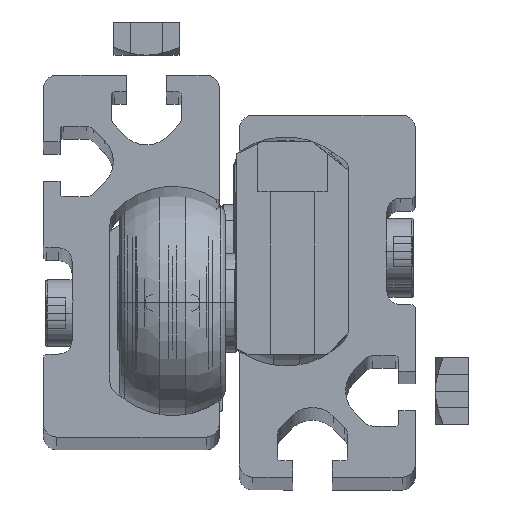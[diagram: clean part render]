
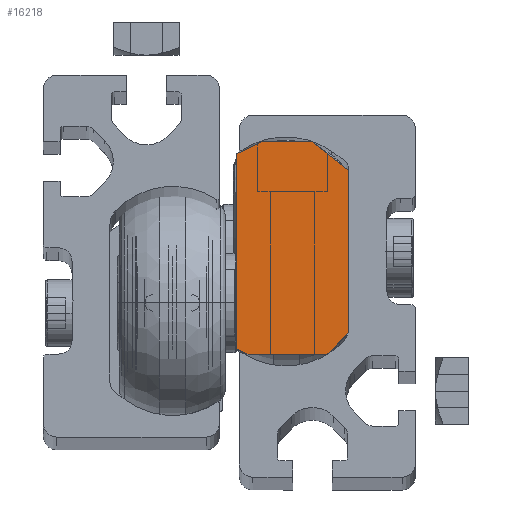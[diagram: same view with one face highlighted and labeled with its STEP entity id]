
A CAD part, top view. The second image highlights one B-rep face of the part: STEP entity #16218.
In plain terms, the highlighted face is planar.
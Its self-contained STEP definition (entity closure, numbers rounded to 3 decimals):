
#170 = DIRECTION ( 'NONE',  ( 0., -1., 0. ) ) ;
#265 = DIRECTION ( 'NONE',  ( 0., 0., 1. ) ) ;
#630 = ORIENTED_EDGE ( 'NONE', *, *, #2333, .F. ) ;
#1045 = EDGE_CURVE ( 'NONE', #17995, #6820, #13290, .T. ) ;
#1056 = DIRECTION ( 'NONE',  ( 0., 0.616, -0.788 ) ) ;
#1076 = VECTOR ( 'NONE', #1921, 1000. ) ;
#1120 = VERTEX_POINT ( 'NONE', #13184 ) ;
#1125 = CARTESIAN_POINT ( 'NONE',  ( -19., -15.5, 5.2 ) ) ;
#1224 = VERTEX_POINT ( 'NONE', #1125 ) ;
#1239 = DIRECTION ( 'NONE',  ( 0., -0.707, -0.707 ) ) ;
#1287 = ORIENTED_EDGE ( 'NONE', *, *, #16786, .F. ) ;
#1554 = CARTESIAN_POINT ( 'NONE',  ( -19., 1.5, 22.2 ) ) ;
#1921 = DIRECTION ( 'NONE',  ( 0., 0., -1. ) ) ;
#2034 = LINE ( 'NONE', #9604, #10963 ) ;
#2229 = LINE ( 'NONE', #17717, #1076 ) ;
#2333 = EDGE_CURVE ( 'NONE', #18491, #5819, #16361, .T. ) ;
#2695 = CARTESIAN_POINT ( 'NONE',  ( -19., 12.203, 8.5 ) ) ;
#2792 = CARTESIAN_POINT ( 'NONE',  ( -19., -12.2, 8.5 ) ) ;
#2809 = EDGE_CURVE ( 'NONE', #6820, #5819, #9213, .T. ) ;
#3471 = EDGE_CURVE ( 'NONE', #10890, #1120, #8037, .T. ) ;
#3577 = DIRECTION ( 'NONE',  ( 0., -0.423, -0.906 ) ) ;
#4193 = VECTOR ( 'NONE', #1239, 1000. ) ;
#4516 = EDGE_CURVE ( 'NONE', #1120, #14345, #7846, .T. ) ;
#4856 = DIRECTION ( 'NONE',  ( 0., 0., 1. ) ) ;
#4953 = FACE_OUTER_BOUND ( 'NONE', #5745, .T. ) ;
#5263 = VECTOR ( 'NONE', #12840, 1000. ) ;
#5745 = EDGE_LOOP ( 'NONE', ( #18226, #630, #9159, #6901, #8744, #1287, #17069, #16586 ) ) ;
#5819 = VERTEX_POINT ( 'NONE', #16193 ) ;
#6504 = CARTESIAN_POINT ( 'NONE',  ( -19., -14.661, -8.5 ) ) ;
#6820 = VERTEX_POINT ( 'NONE', #10744 ) ;
#6901 = ORIENTED_EDGE ( 'NONE', *, *, #3471, .T. ) ;
#7031 = VECTOR ( 'NONE', #19737, 1000. ) ;
#7469 = LINE ( 'NONE', #2792, #4193 ) ;
#7846 = LINE ( 'NONE', #6504, #5263 ) ;
#8035 = VECTOR ( 'NONE', #265, 1000. ) ;
#8037 = LINE ( 'NONE', #14095, #10923 ) ;
#8407 = VECTOR ( 'NONE', #1056, 1000. ) ;
#8744 = ORIENTED_EDGE ( 'NONE', *, *, #4516, .T. ) ;
#9159 = ORIENTED_EDGE ( 'NONE', *, *, #19530, .T. ) ;
#9213 = LINE ( 'NONE', #2695, #8407 ) ;
#9604 = CARTESIAN_POINT ( 'NONE',  ( -19., 16.5, -4.6 ) ) ;
#9925 = AXIS2_PLACEMENT_3D ( 'NONE', #1554, #17431, #4856 ) ;
#10744 = CARTESIAN_POINT ( 'NONE',  ( -19., 12.203, 8.5 ) ) ;
#10890 = VERTEX_POINT ( 'NONE', #17495 ) ;
#10923 = VECTOR ( 'NONE', #170, 1000. ) ;
#10963 = VECTOR ( 'NONE', #3577, 1000. ) ;
#11026 = CARTESIAN_POINT ( 'NONE',  ( -19., 16.5, -4.6 ) ) ;
#11617 = CARTESIAN_POINT ( 'NONE',  ( -19., -12.2, 8.5 ) ) ;
#12476 = CARTESIAN_POINT ( 'NONE',  ( -19., -15.5, -6.7 ) ) ;
#12840 = DIRECTION ( 'NONE',  ( 0., -0.423, 0.906 ) ) ;
#13184 = CARTESIAN_POINT ( 'NONE',  ( -19., -14.661, -8.5 ) ) ;
#13290 = LINE ( 'NONE', #11617, #7031 ) ;
#14095 = CARTESIAN_POINT ( 'NONE',  ( -19., 14.681, -8.5 ) ) ;
#14204 = PLANE ( 'NONE',  #9925 ) ;
#14345 = VERTEX_POINT ( 'NONE', #12476 ) ;
#14598 = EDGE_CURVE ( 'NONE', #17995, #1224, #7469, .T. ) ;
#16193 = CARTESIAN_POINT ( 'NONE',  ( -19., 16.5, 3. ) ) ;
#16218 = ADVANCED_FACE ( 'NONE', ( #4953 ), #14204, .T. ) ;
#16361 = LINE ( 'NONE', #18304, #8035 ) ;
#16586 = ORIENTED_EDGE ( 'NONE', *, *, #1045, .T. ) ;
#16786 = EDGE_CURVE ( 'NONE', #1224, #14345, #2229, .T. ) ;
#17069 = ORIENTED_EDGE ( 'NONE', *, *, #14598, .F. ) ;
#17431 = DIRECTION ( 'NONE',  ( -1., 0., 0. ) ) ;
#17495 = CARTESIAN_POINT ( 'NONE',  ( -19., 14.681, -8.5 ) ) ;
#17717 = CARTESIAN_POINT ( 'NONE',  ( -19., -15.5, 5.2 ) ) ;
#17995 = VERTEX_POINT ( 'NONE', #18833 ) ;
#18226 = ORIENTED_EDGE ( 'NONE', *, *, #2809, .T. ) ;
#18304 = CARTESIAN_POINT ( 'NONE',  ( -19., 16.5, -4.6 ) ) ;
#18491 = VERTEX_POINT ( 'NONE', #11026 ) ;
#18833 = CARTESIAN_POINT ( 'NONE',  ( -19., -12.2, 8.5 ) ) ;
#19530 = EDGE_CURVE ( 'NONE', #18491, #10890, #2034, .T. ) ;
#19737 = DIRECTION ( 'NONE',  ( 0., 1., 0. ) ) ;
